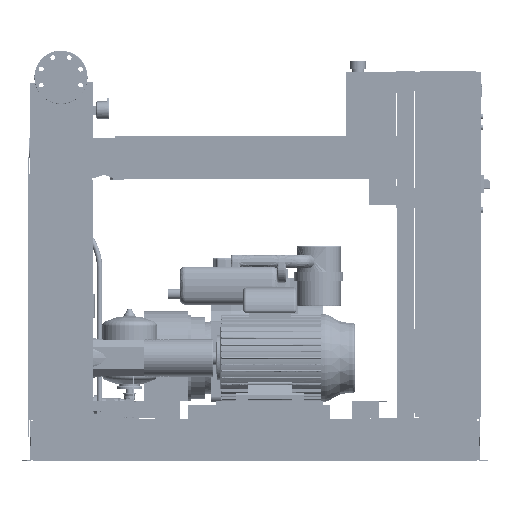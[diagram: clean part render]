
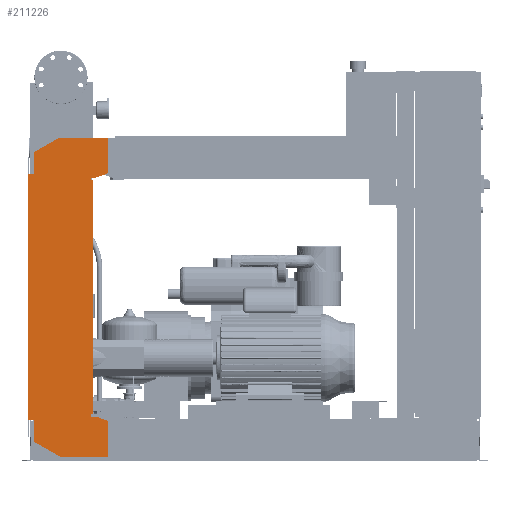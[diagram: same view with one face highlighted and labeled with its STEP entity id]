
A CAD part, front view. The second image highlights one B-rep face of the part: STEP entity #211226.
In plain terms, the highlighted free-form (B-spline) face has degree [1, 1] with [2, 2] control points.
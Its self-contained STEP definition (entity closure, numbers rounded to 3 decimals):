
#210711=CARTESIAN_POINT('',(-102.0,-565.5,1076.0));
#210712=VERTEX_POINT('',#210711);
#210719=CARTESIAN_POINT('',(-102.0,-565.5,1158.574));
#210720=VERTEX_POINT('',#210719);
#210721=CARTESIAN_POINT('',(-102.0,-565.5,1076.0));
#210722=DIRECTION('',(0.0,0.0,1.0));
#210723=VECTOR('',#210722,82.574);
#210724=LINE('',#210721,#210723);
#210725=EDGE_CURVE('',#210712,#210720,#210724,.T.);
#210743=CARTESIAN_POINT('',(-6.,-565.5,1214.0));
#210744=VERTEX_POINT('',#210743);
#210745=CARTESIAN_POINT('',(-102.0,-565.5,1158.574));
#210746=DIRECTION('',(0.866,0.0,0.5));
#210747=VECTOR('',#210746,110.851);
#210748=LINE('',#210745,#210747);
#210749=EDGE_CURVE('',#210720,#210744,#210748,.T.);
#210767=CARTESIAN_POINT('',(177.0,-565.5,1214.0));
#210768=VERTEX_POINT('',#210767);
#210769=CARTESIAN_POINT('',(-6.,-565.5,1214.0));
#210770=DIRECTION('',(1.0,0.0,0.0));
#210771=VECTOR('',#210770,183.0);
#210772=LINE('',#210769,#210771);
#210773=EDGE_CURVE('',#210744,#210768,#210772,.T.);
#210791=CARTESIAN_POINT('',(177.0,-565.5,1080.379));
#210792=VERTEX_POINT('',#210791);
#210793=CARTESIAN_POINT('',(177.0,-565.5,1214.0));
#210794=DIRECTION('',(0.0,0.0,-1.0));
#210795=VECTOR('',#210794,133.621);
#210796=LINE('',#210793,#210795);
#210797=EDGE_CURVE('',#210768,#210792,#210796,.T.);
#210815=CARTESIAN_POINT('',(132.,-565.5,1064.0));
#210816=VERTEX_POINT('',#210815);
#210817=CARTESIAN_POINT('',(177.0,-565.5,1080.379));
#210818=DIRECTION('',(-0.94,0.0,-0.342));
#210819=VECTOR('',#210818,47.888);
#210820=LINE('',#210817,#210819);
#210821=EDGE_CURVE('',#210792,#210816,#210820,.T.);
#210839=CARTESIAN_POINT('',(112.0,-565.5,1064.0));
#210840=VERTEX_POINT('',#210839);
#210841=CARTESIAN_POINT('',(132.,-565.5,1064.0));
#210842=DIRECTION('',(-1.0,0.0,0.0));
#210843=VECTOR('',#210842,20.);
#210844=LINE('',#210841,#210843);
#210845=EDGE_CURVE('',#210816,#210840,#210844,.T.);
#210863=CARTESIAN_POINT('',(112.0,-565.5,1056.0));
#210864=VERTEX_POINT('',#210863);
#210865=CARTESIAN_POINT('',(112.0,-565.5,1064.0));
#210866=DIRECTION('',(0.0,0.0,-1.0));
#210867=VECTOR('',#210866,8.0);
#210868=LINE('',#210865,#210867);
#210869=EDGE_CURVE('',#210840,#210864,#210868,.T.);
#210887=CARTESIAN_POINT('',(120.,-565.5,1056.0));
#210888=VERTEX_POINT('',#210887);
#210889=CARTESIAN_POINT('',(112.0,-565.5,1056.0));
#210890=DIRECTION('',(1.0,0.0,0.0));
#210891=VECTOR('',#210890,8.);
#210892=LINE('',#210889,#210891);
#210893=EDGE_CURVE('',#210864,#210888,#210892,.T.);
#210911=CARTESIAN_POINT('',(120.,-565.5,176.));
#210912=VERTEX_POINT('',#210911);
#210923=CARTESIAN_POINT('',(120.,-565.5,1056.0));
#210924=DIRECTION('',(0.0,0.0,-1.0));
#210925=VECTOR('',#210924,880.);
#210926=LINE('',#210923,#210925);
#210927=EDGE_CURVE('',#210888,#210912,#210926,.T.);
#210941=CARTESIAN_POINT('',(112.,-565.5,176.));
#210942=VERTEX_POINT('',#210941);
#210943=CARTESIAN_POINT('',(120.,-565.5,176.));
#210944=DIRECTION('',(-1.0,0.0,0.0));
#210945=VECTOR('',#210944,8.);
#210946=LINE('',#210943,#210945);
#210947=EDGE_CURVE('',#210912,#210942,#210946,.T.);
#210965=CARTESIAN_POINT('',(112.,-565.5,168.));
#210966=VERTEX_POINT('',#210965);
#210967=CARTESIAN_POINT('',(112.,-565.5,176.));
#210968=DIRECTION('',(0.0,0.0,-1.0));
#210969=VECTOR('',#210968,8.0);
#210970=LINE('',#210967,#210969);
#210971=EDGE_CURVE('',#210942,#210966,#210970,.T.);
#210989=CARTESIAN_POINT('',(132.,-565.5,168.));
#210990=VERTEX_POINT('',#210989);
#210991=CARTESIAN_POINT('',(112.,-565.5,168.));
#210992=DIRECTION('',(1.0,0.0,0.0));
#210993=VECTOR('',#210992,20.0);
#210994=LINE('',#210991,#210993);
#210995=EDGE_CURVE('',#210966,#210990,#210994,.T.);
#211013=CARTESIAN_POINT('',(177.,-565.5,151.621));
#211014=VERTEX_POINT('',#211013);
#211015=CARTESIAN_POINT('',(132.,-565.5,168.));
#211016=DIRECTION('',(0.94,0.0,-0.342));
#211017=VECTOR('',#211016,47.888);
#211018=LINE('',#211015,#211017);
#211019=EDGE_CURVE('',#210990,#211014,#211018,.T.);
#211037=CARTESIAN_POINT('',(177.,-565.5,18.0));
#211038=VERTEX_POINT('',#211037);
#211039=CARTESIAN_POINT('',(177.,-565.5,151.621));
#211040=DIRECTION('',(0.0,0.0,-1.0));
#211041=VECTOR('',#211040,133.621);
#211042=LINE('',#211039,#211041);
#211043=EDGE_CURVE('',#211014,#211038,#211042,.T.);
#211061=CARTESIAN_POINT('',(-4.,-565.5,18.0));
#211062=VERTEX_POINT('',#211061);
#211063=CARTESIAN_POINT('',(177.,-565.5,18.0));
#211064=DIRECTION('',(-1.0,0.0,0.0));
#211065=VECTOR('',#211064,181.);
#211066=LINE('',#211063,#211065);
#211067=EDGE_CURVE('',#211038,#211062,#211066,.T.);
#211085=CARTESIAN_POINT('',(-102.,-565.5,74.58));
#211086=VERTEX_POINT('',#211085);
#211087=CARTESIAN_POINT('',(-4.,-565.5,18.0));
#211088=DIRECTION('',(-0.866,0.0,0.5));
#211089=VECTOR('',#211088,113.161);
#211090=LINE('',#211087,#211089);
#211091=EDGE_CURVE('',#211062,#211086,#211090,.T.);
#211109=CARTESIAN_POINT('',(-102.,-565.5,156.0));
#211110=VERTEX_POINT('',#211109);
#211111=CARTESIAN_POINT('',(-102.,-565.5,74.58));
#211112=DIRECTION('',(0.0,0.0,1.0));
#211113=VECTOR('',#211112,81.42);
#211114=LINE('',#211111,#211113);
#211115=EDGE_CURVE('',#211086,#211110,#211114,.T.);
#211133=CARTESIAN_POINT('',(-122.,-565.5,156.0));
#211134=VERTEX_POINT('',#211133);
#211135=CARTESIAN_POINT('',(-102.,-565.5,156.0));
#211136=DIRECTION('',(-1.0,0.0,0.0));
#211137=VECTOR('',#211136,20.0);
#211138=LINE('',#211135,#211137);
#211139=EDGE_CURVE('',#211110,#211134,#211138,.T.);
#211157=CARTESIAN_POINT('',(-122.0,-565.5,1076.0));
#211158=VERTEX_POINT('',#211157);
#211171=CARTESIAN_POINT('',(-122.,-565.5,156.0));
#211172=DIRECTION('',(0.0,0.0,1.0));
#211173=VECTOR('',#211172,920.0);
#211174=LINE('',#211171,#211173);
#211175=EDGE_CURVE('',#211134,#211158,#211174,.T.);
#211189=CARTESIAN_POINT('',(-122.0,-565.5,1076.0));
#211190=DIRECTION('',(1.0,0.0,0.0));
#211191=VECTOR('',#211190,20.0);
#211192=LINE('',#211189,#211191);
#211193=EDGE_CURVE('',#211158,#210712,#211192,.T.);
#211199=CARTESIAN_POINT('',(-122.,-565.5,18.0));
#211200=CARTESIAN_POINT('',(177.0,-565.5,18.0));
#211201=CARTESIAN_POINT('',(-122.,-565.5,1214.0));
#211202=CARTESIAN_POINT('',(177.0,-565.5,1214.0));
#211203=B_SPLINE_SURFACE_WITH_KNOTS('',1,1,((#211199,#211201),(#211200,#211202)),.UNSPECIFIED.,.F.,.F.,.U.,(2,2),(2,2),(0.0,299.),(0.0,1196.0),.UNSPECIFIED.);
#211204=ORIENTED_EDGE('',*,*,#211193,.F.);
#211205=ORIENTED_EDGE('',*,*,#211175,.F.);
#211206=ORIENTED_EDGE('',*,*,#211139,.F.);
#211207=ORIENTED_EDGE('',*,*,#211115,.F.);
#211208=ORIENTED_EDGE('',*,*,#211091,.F.);
#211209=ORIENTED_EDGE('',*,*,#211067,.F.);
#211210=ORIENTED_EDGE('',*,*,#211043,.F.);
#211211=ORIENTED_EDGE('',*,*,#211019,.F.);
#211212=ORIENTED_EDGE('',*,*,#210995,.F.);
#211213=ORIENTED_EDGE('',*,*,#210971,.F.);
#211214=ORIENTED_EDGE('',*,*,#210947,.F.);
#211215=ORIENTED_EDGE('',*,*,#210927,.F.);
#211216=ORIENTED_EDGE('',*,*,#210893,.F.);
#211217=ORIENTED_EDGE('',*,*,#210869,.F.);
#211218=ORIENTED_EDGE('',*,*,#210845,.F.);
#211219=ORIENTED_EDGE('',*,*,#210821,.F.);
#211220=ORIENTED_EDGE('',*,*,#210797,.F.);
#211221=ORIENTED_EDGE('',*,*,#210773,.F.);
#211222=ORIENTED_EDGE('',*,*,#210749,.F.);
#211223=ORIENTED_EDGE('',*,*,#210725,.F.);
#211224=EDGE_LOOP('',(#211204,#211205,#211206,#211207,#211208,#211209,#211210,#211211,#211212,#211213,#211214,#211215,#211216,#211217,#211218,#211219,#211220,#211221,#211222,#211223));
#211225=FACE_OUTER_BOUND('',#211224,.T.);
#211226=ADVANCED_FACE('',(#211225),#211203,.T.);
